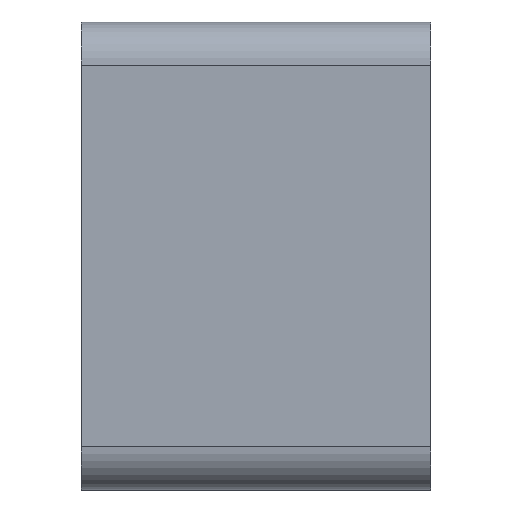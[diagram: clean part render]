
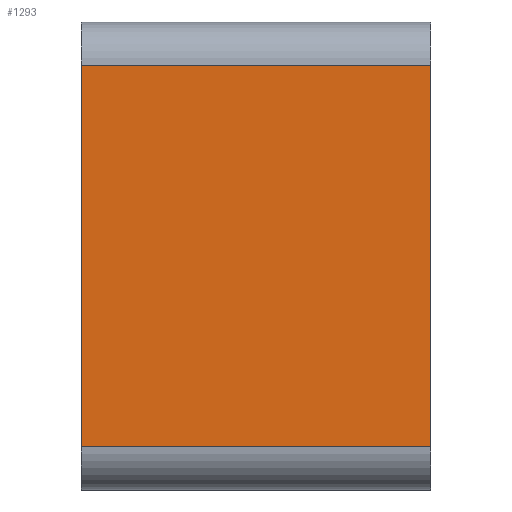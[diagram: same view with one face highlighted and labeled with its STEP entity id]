
A CAD part, left-side view. The second image highlights one B-rep face of the part: STEP entity #1293.
In plain terms, the highlighted planar face has unit normal (-1, 0, 0).
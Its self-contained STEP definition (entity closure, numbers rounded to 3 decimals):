
#13 = VERTEX_POINT ( 'NONE', #1678 ) ;
#25 = DIRECTION ( 'NONE',  ( 0., -1., 0. ) ) ;
#49 = CARTESIAN_POINT ( 'NONE',  ( -10.1, -6.05, -6.6 ) ) ;
#52 = DIRECTION ( 'NONE',  ( 0., 0., -1. ) ) ;
#178 = CARTESIAN_POINT ( 'NONE',  ( -10.1, 0., -6.6 ) ) ;
#225 = EDGE_CURVE ( 'NONE', #1188, #1466, #231, .T. ) ;
#231 = LINE ( 'NONE', #630, #1050 ) ;
#284 = VECTOR ( 'NONE', #781, 1000. ) ;
#297 = CARTESIAN_POINT ( 'NONE',  ( -10.1, 6.05, -6.6 ) ) ;
#315 = DIRECTION ( 'NONE',  ( 1., 0., 0. ) ) ;
#349 = PLANE ( 'NONE',  #1816 ) ;
#352 = VECTOR ( 'NONE', #1700, 1000. ) ;
#357 = ORIENTED_EDGE ( 'NONE', *, *, #1301, .T. ) ;
#411 = VECTOR ( 'NONE', #25, 1000. ) ;
#575 = CARTESIAN_POINT ( 'NONE',  ( -10.1, 6.05, 6.6 ) ) ;
#626 = EDGE_CURVE ( 'NONE', #13, #1196, #1484, .T. ) ;
#630 = CARTESIAN_POINT ( 'NONE',  ( -10.1, 6.05, 8.1 ) ) ;
#658 = CARTESIAN_POINT ( 'NONE',  ( -10.1, 0., 6.6 ) ) ;
#663 = CARTESIAN_POINT ( 'NONE',  ( -10.1, 0., 8.1 ) ) ;
#781 = DIRECTION ( 'NONE',  ( 0., 0., -1. ) ) ;
#838 = CARTESIAN_POINT ( 'NONE',  ( -10.1, -6.05, 8.1 ) ) ;
#994 = DIRECTION ( 'NONE',  ( 0., 0., -1. ) ) ;
#1028 = LINE ( 'NONE', #658, #352 ) ;
#1050 = VECTOR ( 'NONE', #994, 1000. ) ;
#1071 = FACE_OUTER_BOUND ( 'NONE', #1799, .T. ) ;
#1188 = VERTEX_POINT ( 'NONE', #575 ) ;
#1196 = VERTEX_POINT ( 'NONE', #49 ) ;
#1216 = EDGE_CURVE ( 'NONE', #1466, #1196, #1596, .T. ) ;
#1293 = ADVANCED_FACE ( 'NONE', ( #1071 ), #349, .F. ) ;
#1301 = EDGE_CURVE ( 'NONE', #13, #1188, #1028, .T. ) ;
#1443 = ORIENTED_EDGE ( 'NONE', *, *, #225, .T. ) ;
#1466 = VERTEX_POINT ( 'NONE', #297 ) ;
#1484 = LINE ( 'NONE', #838, #284 ) ;
#1538 = ORIENTED_EDGE ( 'NONE', *, *, #626, .F. ) ;
#1596 = LINE ( 'NONE', #178, #411 ) ;
#1678 = CARTESIAN_POINT ( 'NONE',  ( -10.1, -6.05, 6.6 ) ) ;
#1700 = DIRECTION ( 'NONE',  ( 0., 1., 0. ) ) ;
#1799 = EDGE_LOOP ( 'NONE', ( #1944, #1538, #357, #1443 ) ) ;
#1816 = AXIS2_PLACEMENT_3D ( 'NONE', #663, #315, #52 ) ;
#1944 = ORIENTED_EDGE ( 'NONE', *, *, #1216, .T. ) ;
